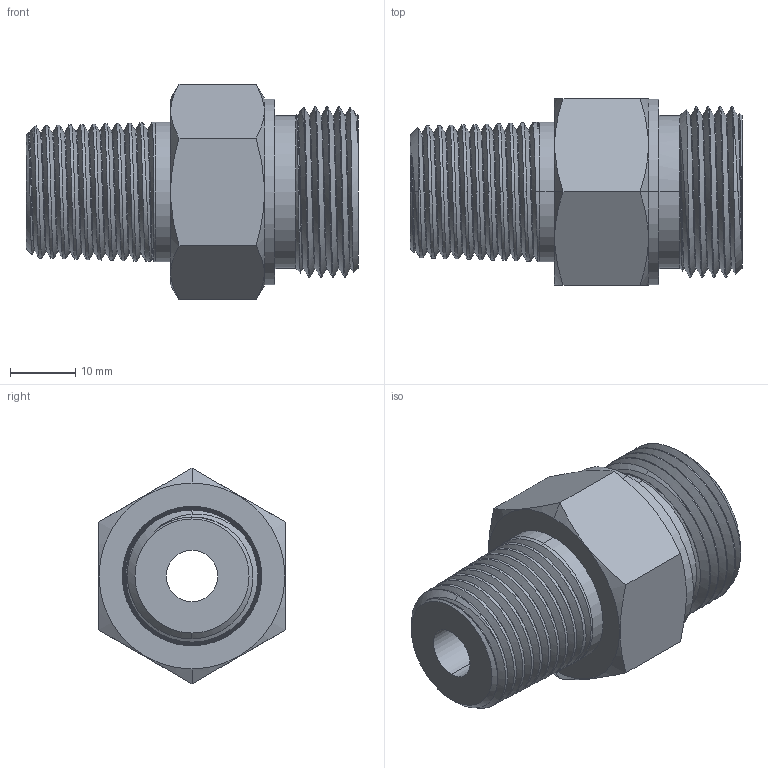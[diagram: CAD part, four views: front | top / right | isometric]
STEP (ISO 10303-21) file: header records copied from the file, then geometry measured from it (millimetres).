
FILE_DESCRIPTION (( 'STEP AP203' ), '1' );
FILE_NAME ('AD-660MMO-8MNPT.STEP', '2025-08-07T12:22:43', ( '' ), ( '' ), 'SwSTEP 2.0', 'SolidWorks 2018', '' );
FILE_SCHEMA (( 'CONFIG_CONTROL_DESIGN' ));
Length unit declared in the file: inch
Products named in the file (1): AD-660MMO-8MNPT
Bounding box: 50.8 x 28.57 x 33 mm (x, y, z)
Volume: 20694.4 mm3; surface area: 7855.1 mm2
Topology: 1 solids, 1 shells, 172 faces, 445 edges, 290 vertices
Faces by surface type: plane 70, cone 43, bspline 41, cylinder 18
Entity records: 17984 total; most frequent: CARTESIAN_POINT 14119, ORIENTED_EDGE 890, DIRECTION 580, EDGE_CURVE 445, VERTEX_POINT 290, LINE 240, VECTOR 240, EDGE_LOOP 189
